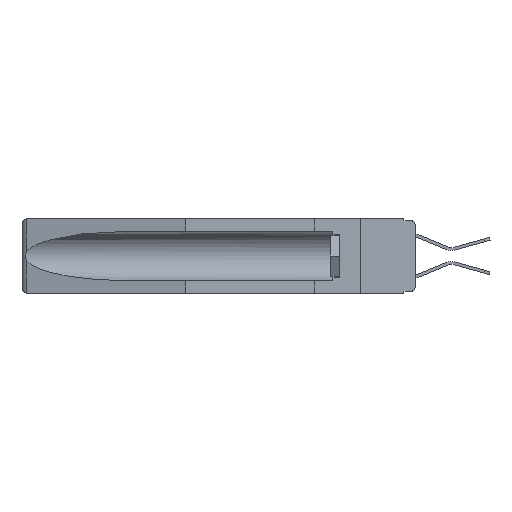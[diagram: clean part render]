
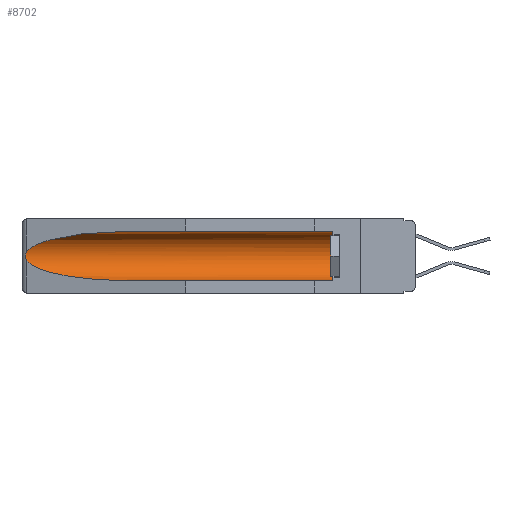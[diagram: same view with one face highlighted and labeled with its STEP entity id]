
A CAD part, left-side view. The second image highlights one B-rep face of the part: STEP entity #8702.
In plain terms, the highlighted cylindrical face has radius 2.857 mm (diameter 5.715 mm), a partial arc.
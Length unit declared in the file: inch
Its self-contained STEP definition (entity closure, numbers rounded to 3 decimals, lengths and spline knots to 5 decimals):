
#151 = ORIENTED_EDGE ( 'NONE', *, *, #1632, .T. ) ;
#1632 = EDGE_CURVE ( 'NONE', #23988, #12630, #3073, .T. ) ;
#2024 = CARTESIAN_POINT ( 'NONE',  ( 0.26655, 1.53094, -0.18657 ) ) ;
#2235 = CARTESIAN_POINT ( 'NONE',  ( 0.155, 1.07973, -0.284 ) ) ;
#2717 = VERTEX_POINT ( 'NONE', #2235 ) ;
#3073 = CIRCLE ( 'NONE', #14212, 0.1125 ) ;
#3470 = ORIENTED_EDGE ( 'NONE', *, *, #11061, .T. ) ;
#3556 = CARTESIAN_POINT ( 'NONE',  ( 0.155, 0.126, -0.059 ) ) ;
#3630 = DIRECTION ( 'NONE',  ( 0., 1., 0. ) ) ;
#3885 = CARTESIAN_POINT ( 'NONE',  ( 0.2675, 1.53308, -0.16763 ) ) ;
#4013 = CARTESIAN_POINT ( 'NONE',  ( 0.26537, 1.52718, -0.14972 ) ) ;
#4282 = LINE ( 'NONE', #15410, #23031 ) ;
#4530 = CARTESIAN_POINT ( 'NONE',  ( 0.26537, 1.52718, -0.19328 ) ) ;
#5325 = CARTESIAN_POINT ( 'NONE',  ( 0.26537, 1.52718, -0.14972 ) ) ;
#5619 = CARTESIAN_POINT ( 'NONE',  ( 0.2673, 1.5327, -0.16383 ) ) ;
#5699 = VERTEX_POINT ( 'NONE', #5325 ) ;
#7092 = ORIENTED_EDGE ( 'NONE', *, *, #14088, .T. ) ;
#7726 = CARTESIAN_POINT ( 'NONE',  ( 0.26654, 1.53092, -0.15636 ) ) ;
#7771 = VERTEX_POINT ( 'NONE', #4530 ) ;
#8450 =( BOUNDED_CURVE ( )  B_SPLINE_CURVE ( 3, ( #15068, #21227, #15301, #19697 ),
 .UNSPECIFIED., .F., .F. ) 
 B_SPLINE_CURVE_WITH_KNOTS ( ( 4, 4 ),
 ( 0.1948, 1.5708 ),
 .UNSPECIFIED. ) 
 CURVE ( )  GEOMETRIC_REPRESENTATION_ITEM ( )  RATIONAL_B_SPLINE_CURVE ( ( 1., 0.848, 0.848, 1. ) ) 
 REPRESENTATION_ITEM ( '' )  );
#8702 = ADVANCED_FACE ( 'NONE', ( #18507 ), #24605, .F. ) ;
#9637 = CARTESIAN_POINT ( 'NONE',  ( 0.26597, 1.5296, -0.19026 ) ) ;
#10784 = VERTEX_POINT ( 'NONE', #20279 ) ;
#11061 = EDGE_CURVE ( 'NONE', #7771, #2717, #8450, .T. ) ;
#11516 = CARTESIAN_POINT ( 'NONE',  ( 0.2675, 1.53308, -0.17534 ) ) ;
#12630 = VERTEX_POINT ( 'NONE', #3556 ) ;
#12964 = CARTESIAN_POINT ( 'NONE',  ( 0.155, -0.30754, -0.1715 ) ) ;
#13047 = CARTESIAN_POINT ( 'NONE',  ( 0.25451, 1.48313, -0.09465 ) ) ;
#13424 = DIRECTION ( 'NONE',  ( 0., 1., 0. ) ) ;
#14088 = EDGE_CURVE ( 'NONE', #5699, #7771, #24365, .T. ) ;
#14212 = AXIS2_PLACEMENT_3D ( 'NONE', #16639, #20120, #20244 ) ;
#15068 = CARTESIAN_POINT ( 'NONE',  ( 0.26537, 1.52718, -0.19328 ) ) ;
#15301 = CARTESIAN_POINT ( 'NONE',  ( 0.21114, 1.30732, -0.284 ) ) ;
#15410 = CARTESIAN_POINT ( 'NONE',  ( 0.155, -0.30754, -0.059 ) ) ;
#16293 = ORIENTED_EDGE ( 'NONE', *, *, #19412, .T. ) ;
#16587 = VECTOR ( 'NONE', #3630, 39.37008 ) ;
#16639 = CARTESIAN_POINT ( 'NONE',  ( 0.155, 0.126, -0.1715 ) ) ;
#16958 = LINE ( 'NONE', #17076, #16587 ) ;
#17076 = CARTESIAN_POINT ( 'NONE',  ( 0.155, -0.30754, -0.284 ) ) ;
#17206 = CARTESIAN_POINT ( 'NONE',  ( 0.26537, 1.52718, -0.19328 ) ) ;
#17271 = CARTESIAN_POINT ( 'NONE',  ( 0.155, 0.126, -0.284 ) ) ;
#17440 = CARTESIAN_POINT ( 'NONE',  ( 0.26597, 1.52961, -0.15275 ) ) ;
#17740 = EDGE_LOOP ( 'NONE', ( #16293, #7092, #3470, #19270, #151, #20050 ) ) ;
#18507 = FACE_OUTER_BOUND ( 'NONE', #17740, .T. ) ;
#18628 = DIRECTION ( 'NONE',  ( 0., 0., 1. ) ) ;
#18714 = CARTESIAN_POINT ( 'NONE',  ( 0.21114, 1.30732, -0.059 ) ) ;
#19074 = CARTESIAN_POINT ( 'NONE',  ( 0.2673, 1.53269, -0.17917 ) ) ;
#19270 = ORIENTED_EDGE ( 'NONE', *, *, #21199, .F. ) ;
#19412 = EDGE_CURVE ( 'NONE', #10784, #5699, #21309, .T. ) ;
#19655 = AXIS2_PLACEMENT_3D ( 'NONE', #12964, #22369, #18628 ) ;
#19697 = CARTESIAN_POINT ( 'NONE',  ( 0.155, 1.07973, -0.284 ) ) ;
#20050 = ORIENTED_EDGE ( 'NONE', *, *, #24484, .T. ) ;
#20120 = DIRECTION ( 'NONE',  ( 0., -1., 0. ) ) ;
#20244 = DIRECTION ( 'NONE',  ( 0., 0., 1. ) ) ;
#20279 = CARTESIAN_POINT ( 'NONE',  ( 0.155, 1.07973, -0.059 ) ) ;
#20603 = CARTESIAN_POINT ( 'NONE',  ( 0.26537, 1.52718, -0.14972 ) ) ;
#21199 = EDGE_CURVE ( 'NONE', #23988, #2717, #16958, .T. ) ;
#21227 = CARTESIAN_POINT ( 'NONE',  ( 0.25451, 1.48313, -0.24835 ) ) ;
#21309 =( BOUNDED_CURVE ( )  B_SPLINE_CURVE ( 3, ( #22203, #18714, #13047, #20603 ),
 .UNSPECIFIED., .F., .F. ) 
 B_SPLINE_CURVE_WITH_KNOTS ( ( 4, 4 ),
 ( 4.71239, 6.08839 ),
 .UNSPECIFIED. ) 
 CURVE ( )  GEOMETRIC_REPRESENTATION_ITEM ( )  RATIONAL_B_SPLINE_CURVE ( ( 1., 0.848, 0.848, 1. ) ) 
 REPRESENTATION_ITEM ( '' )  );
#22203 = CARTESIAN_POINT ( 'NONE',  ( 0.155, 1.07973, -0.059 ) ) ;
#22369 = DIRECTION ( 'NONE',  ( 0., 1., 0. ) ) ;
#23031 = VECTOR ( 'NONE', #13424, 39.37008 ) ;
#23988 = VERTEX_POINT ( 'NONE', #17271 ) ;
#24365 = B_SPLINE_CURVE_WITH_KNOTS ( 'NONE', 3,
 ( #4013, #17440, #7726, #5619, #3885, #11516, #19074, #2024, #9637, #17206 ),
 .UNSPECIFIED., .F., .F.,
 ( 4, 2, 2, 2, 4 ),
 ( 0., 0.00029, 0.00058, 0.00087, 0.00117 ),
 .UNSPECIFIED. ) ;
#24484 = EDGE_CURVE ( 'NONE', #12630, #10784, #4282, .T. ) ;
#24605 = CYLINDRICAL_SURFACE ( 'NONE', #19655, 0.1125 ) ;
